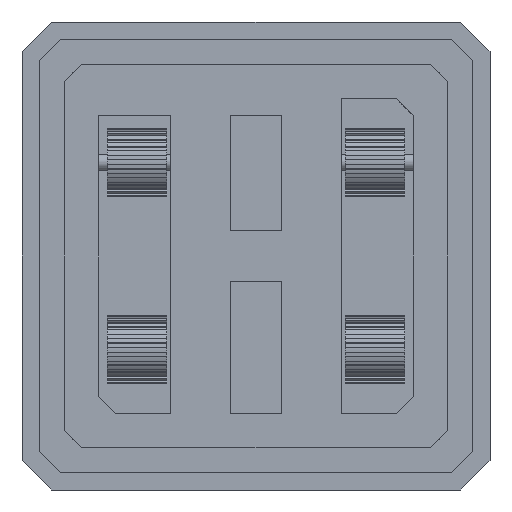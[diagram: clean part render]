
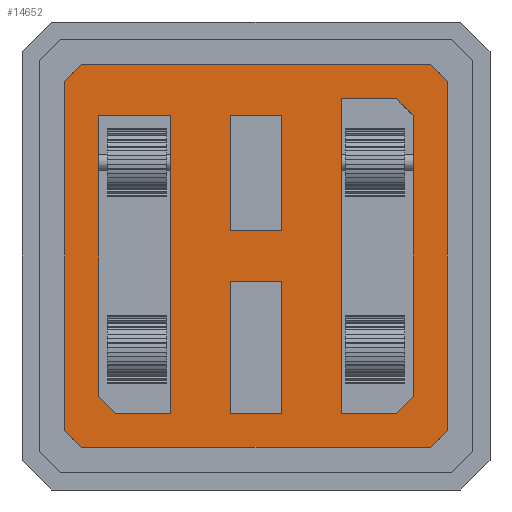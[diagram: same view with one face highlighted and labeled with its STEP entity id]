
A CAD part, front view. The second image highlights one B-rep face of the part: STEP entity #14652.
In plain terms, the highlighted planar face has unit normal (0, -1, 0).
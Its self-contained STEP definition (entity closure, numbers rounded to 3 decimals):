
#212=FACE_BOUND('',#1501,.T.);
#213=FACE_BOUND('',#1502,.T.);
#214=FACE_BOUND('',#1503,.T.);
#215=FACE_BOUND('',#1504,.T.);
#713=FACE_OUTER_BOUND('',#1500,.T.);
#1500=EDGE_LOOP('',(#10990,#10991,#10992,#10993,#10994,#10995,#10996,#10997));
#1501=EDGE_LOOP('',(#10998,#10999,#11000,#11001,#11002));
#1502=EDGE_LOOP('',(#11003,#11004,#11005,#11006));
#1503=EDGE_LOOP('',(#11007,#11008,#11009,#11010,#11011,#11012));
#1504=EDGE_LOOP('',(#11013,#11014,#11015,#11016));
#2042=LINE('',#20085,#3969);
#2048=LINE('',#20101,#3975);
#2058=LINE('',#20120,#3985);
#2064=LINE('',#20133,#3991);
#2482=LINE('',#20983,#4409);
#2499=LINE('',#21015,#4426);
#2513=LINE('',#21058,#4440);
#2515=LINE('',#21062,#4442);
#2520=LINE('',#21071,#4447);
#2521=LINE('',#21073,#4448);
#2523=LINE('',#21077,#4450);
#2686=LINE('',#21398,#4613);
#2703=LINE('',#21432,#4630);
#2705=LINE('',#21436,#4632);
#2708=LINE('',#21442,#4635);
#2711=LINE('',#21447,#4638);
#2713=LINE('',#21451,#4640);
#2714=LINE('',#21453,#4641);
#2715=LINE('',#21457,#4642);
#2719=LINE('',#21465,#4646);
#2722=LINE('',#21469,#4649);
#2723=LINE('',#21470,#4650);
#2724=LINE('',#21473,#4651);
#2727=LINE('',#21479,#4654);
#2731=LINE('',#21485,#4658);
#2733=LINE('',#21488,#4660);
#2774=LINE('',#21571,#4701);
#3969=VECTOR('',#16193,10.);
#3975=VECTOR('',#16205,10.);
#3985=VECTOR('',#16219,10.);
#3991=VECTOR('',#16229,10.);
#4409=VECTOR('',#16857,10.);
#4426=VECTOR('',#16882,10.);
#4440=VECTOR('',#16932,10.);
#4442=VECTOR('',#16936,10.);
#4447=VECTOR('',#16945,10.);
#4448=VECTOR('',#16948,10.);
#4450=VECTOR('',#16952,10.);
#4613=VECTOR('',#17293,10.);
#4630=VECTOR('',#17314,10.);
#4632=VECTOR('',#17318,10.);
#4635=VECTOR('',#17323,10.);
#4638=VECTOR('',#17328,10.);
#4640=VECTOR('',#17332,10.);
#4641=VECTOR('',#17335,10.);
#4642=VECTOR('',#17338,10.);
#4646=VECTOR('',#17344,10.);
#4649=VECTOR('',#17347,10.);
#4650=VECTOR('',#17348,10.);
#4651=VECTOR('',#17351,10.);
#4654=VECTOR('',#17356,10.);
#4658=VECTOR('',#17362,10.);
#4660=VECTOR('',#17366,10.);
#4701=VECTOR('',#17443,10.);
#5894=VERTEX_POINT('',#20082);
#5895=VERTEX_POINT('',#20084);
#5901=VERTEX_POINT('',#20098);
#5902=VERTEX_POINT('',#20100);
#5908=VERTEX_POINT('',#20117);
#5909=VERTEX_POINT('',#20119);
#5914=VERTEX_POINT('',#20131);
#6240=VERTEX_POINT('',#20980);
#6241=VERTEX_POINT('',#20982);
#6251=VERTEX_POINT('',#21012);
#6252=VERTEX_POINT('',#21014);
#6263=VERTEX_POINT('',#21057);
#6264=VERTEX_POINT('',#21061);
#6267=VERTEX_POINT('',#21075);
#6335=VERTEX_POINT('',#21395);
#6336=VERTEX_POINT('',#21397);
#6351=VERTEX_POINT('',#21431);
#6352=VERTEX_POINT('',#21435);
#6353=VERTEX_POINT('',#21439);
#6354=VERTEX_POINT('',#21441);
#6355=VERTEX_POINT('',#21445);
#6356=VERTEX_POINT('',#21449);
#6357=VERTEX_POINT('',#21455);
#6358=VERTEX_POINT('',#21456);
#6361=VERTEX_POINT('',#21464);
#6363=VERTEX_POINT('',#21472);
#6365=VERTEX_POINT('',#21478);
#7332=EDGE_CURVE('',#5895,#5894,#2042,.T.);
#7340=EDGE_CURVE('',#5901,#5902,#2048,.T.);
#7350=EDGE_CURVE('',#5909,#5908,#2058,.T.);
#7357=EDGE_CURVE('',#5908,#5914,#2064,.T.);
#7783=EDGE_CURVE('',#6240,#6241,#2482,.T.);
#7800=EDGE_CURVE('',#6252,#6251,#2499,.T.);
#7821=EDGE_CURVE('',#5902,#6263,#2513,.T.);
#7823=EDGE_CURVE('',#5909,#6264,#2515,.T.);
#7828=EDGE_CURVE('',#6240,#6252,#2520,.T.);
#7829=EDGE_CURVE('',#6264,#5914,#2521,.T.);
#7831=EDGE_CURVE('',#6267,#5894,#2523,.T.);
#7996=EDGE_CURVE('',#6335,#6336,#2686,.T.);
#8013=EDGE_CURVE('',#6351,#6336,#2703,.T.);
#8015=EDGE_CURVE('',#6351,#6352,#2705,.T.);
#8018=EDGE_CURVE('',#6353,#6354,#2708,.T.);
#8021=EDGE_CURVE('',#6353,#6355,#2711,.T.);
#8023=EDGE_CURVE('',#6356,#6355,#2713,.T.);
#8024=EDGE_CURVE('',#6356,#6352,#2714,.T.);
#8025=EDGE_CURVE('',#6357,#6358,#2715,.T.);
#8029=EDGE_CURVE('',#6263,#6361,#2719,.T.);
#8032=EDGE_CURVE('',#6358,#6267,#2722,.T.);
#8033=EDGE_CURVE('',#6241,#6251,#2723,.T.);
#8034=EDGE_CURVE('',#6361,#6363,#2724,.T.);
#8037=EDGE_CURVE('',#6363,#6365,#2727,.T.);
#8041=EDGE_CURVE('',#6365,#5901,#2731,.T.);
#8043=EDGE_CURVE('',#5895,#6357,#2733,.T.);
#8084=EDGE_CURVE('',#6335,#6354,#2774,.T.);
#10990=ORIENTED_EDGE('',*,*,#7996,.F.);
#10991=ORIENTED_EDGE('',*,*,#8084,.T.);
#10992=ORIENTED_EDGE('',*,*,#8018,.F.);
#10993=ORIENTED_EDGE('',*,*,#8021,.T.);
#10994=ORIENTED_EDGE('',*,*,#8023,.F.);
#10995=ORIENTED_EDGE('',*,*,#8024,.T.);
#10996=ORIENTED_EDGE('',*,*,#8015,.F.);
#10997=ORIENTED_EDGE('',*,*,#8013,.T.);
#10998=ORIENTED_EDGE('',*,*,#7831,.F.);
#10999=ORIENTED_EDGE('',*,*,#8032,.F.);
#11000=ORIENTED_EDGE('',*,*,#8025,.F.);
#11001=ORIENTED_EDGE('',*,*,#8043,.F.);
#11002=ORIENTED_EDGE('',*,*,#7332,.T.);
#11003=ORIENTED_EDGE('',*,*,#8033,.F.);
#11004=ORIENTED_EDGE('',*,*,#7783,.F.);
#11005=ORIENTED_EDGE('',*,*,#7828,.T.);
#11006=ORIENTED_EDGE('',*,*,#7800,.T.);
#11007=ORIENTED_EDGE('',*,*,#7821,.F.);
#11008=ORIENTED_EDGE('',*,*,#7340,.F.);
#11009=ORIENTED_EDGE('',*,*,#8041,.F.);
#11010=ORIENTED_EDGE('',*,*,#8037,.F.);
#11011=ORIENTED_EDGE('',*,*,#8034,.F.);
#11012=ORIENTED_EDGE('',*,*,#8029,.F.);
#11013=ORIENTED_EDGE('',*,*,#7357,.T.);
#11014=ORIENTED_EDGE('',*,*,#7829,.F.);
#11015=ORIENTED_EDGE('',*,*,#7823,.F.);
#11016=ORIENTED_EDGE('',*,*,#7350,.T.);
#14022=PLANE('',#15452);
#14652=ADVANCED_FACE('',(#713,#212,#213,#214,#215),#14022,.F.);
#15452=AXIS2_PLACEMENT_3D('',#21572,#17444,#17445);
#16193=DIRECTION('',(1.,0.,0.));
#16205=DIRECTION('',(-1.,0.,0.));
#16219=DIRECTION('',(1.,0.,0.));
#16229=DIRECTION('',(0.,0.,-1.));
#16857=DIRECTION('',(0.,0.,-1.));
#16882=DIRECTION('',(0.,0.,-1.));
#16932=DIRECTION('',(0.,0.,-1.));
#16936=DIRECTION('',(0.,0.,-1.));
#16945=DIRECTION('',(1.,0.,0.));
#16948=DIRECTION('',(1.,0.,0.));
#16952=DIRECTION('',(0.,0.,1.));
#17293=DIRECTION('',(0.707,0.,-0.707));
#17314=DIRECTION('',(0.,0.,1.));
#17318=DIRECTION('',(-0.707,0.,-0.707));
#17323=DIRECTION('',(0.707,0.,0.707));
#17328=DIRECTION('',(0.,0.,-1.));
#17332=DIRECTION('',(-0.707,0.,0.707));
#17335=DIRECTION('',(1.,0.,0.));
#17338=DIRECTION('',(0.707,0.,-0.707));
#17344=DIRECTION('',(1.,0.,0.));
#17347=DIRECTION('',(1.,0.,0.));
#17348=DIRECTION('',(1.,0.,0.));
#17351=DIRECTION('',(0.707,0.,0.707));
#17356=DIRECTION('',(0.,0.,1.));
#17362=DIRECTION('',(-0.707,0.,0.707));
#17366=DIRECTION('',(0.,0.,-1.));
#17443=DIRECTION('',(-1.,0.,0.));
#17444=DIRECTION('center_axis',(0.,1.,0.));
#17445=DIRECTION('ref_axis',(1.,0.,0.));
#20082=CARTESIAN_POINT('',(-20.,0.,33.));
#20084=CARTESIAN_POINT('',(-37.,0.,33.));
#20085=CARTESIAN_POINT('',(-37.,0.,33.));
#20098=CARTESIAN_POINT('',(33.,0.,37.));
#20100=CARTESIAN_POINT('',(20.,0.,37.));
#20101=CARTESIAN_POINT('',(37.,0.,37.));
#20117=CARTESIAN_POINT('',(6.,0.,33.));
#20119=CARTESIAN_POINT('',(-6.,0.,33.));
#20120=CARTESIAN_POINT('',(-37.,0.,33.));
#20131=CARTESIAN_POINT('',(6.,0.,6.018));
#20133=CARTESIAN_POINT('',(6.,0.,45.));
#20980=CARTESIAN_POINT('',(-6.,0.,-6.018));
#20982=CARTESIAN_POINT('',(-6.,0.,-37.));
#20983=CARTESIAN_POINT('',(-6.,0.,45.));
#21012=CARTESIAN_POINT('',(6.,0.,-37.));
#21014=CARTESIAN_POINT('',(6.,0.,-6.018));
#21015=CARTESIAN_POINT('',(6.,0.,45.));
#21057=CARTESIAN_POINT('',(20.,0.,-37.));
#21058=CARTESIAN_POINT('',(20.,0.,45.));
#21061=CARTESIAN_POINT('',(-6.,0.,6.018));
#21062=CARTESIAN_POINT('',(-6.,0.,45.));
#21071=CARTESIAN_POINT('',(-6.,0.,-6.018));
#21073=CARTESIAN_POINT('',(-6.,0.,6.018));
#21075=CARTESIAN_POINT('',(-20.,0.,-37.));
#21077=CARTESIAN_POINT('',(-20.,0.,-45.));
#21395=CARTESIAN_POINT('',(41.,0.,45.));
#21397=CARTESIAN_POINT('',(45.,0.,41.));
#21398=CARTESIAN_POINT('',(43.,0.,43.));
#21431=CARTESIAN_POINT('',(45.,0.,-41.));
#21432=CARTESIAN_POINT('',(45.,0.,-45.));
#21435=CARTESIAN_POINT('',(41.,0.,-45.));
#21436=CARTESIAN_POINT('',(43.,0.,-43.));
#21439=CARTESIAN_POINT('',(-45.,0.,41.));
#21441=CARTESIAN_POINT('',(-41.,0.,45.));
#21442=CARTESIAN_POINT('',(-43.,0.,43.));
#21445=CARTESIAN_POINT('',(-45.,0.,-41.));
#21447=CARTESIAN_POINT('',(-45.,0.,45.));
#21449=CARTESIAN_POINT('',(-41.,0.,-45.));
#21451=CARTESIAN_POINT('',(-43.,0.,-43.));
#21453=CARTESIAN_POINT('',(-45.,0.,-45.));
#21455=CARTESIAN_POINT('',(-37.,0.,-33.));
#21456=CARTESIAN_POINT('',(-33.,0.,-37.));
#21457=CARTESIAN_POINT('',(-35.,0.,-35.));
#21464=CARTESIAN_POINT('',(33.,0.,-37.));
#21465=CARTESIAN_POINT('',(-37.,0.,-37.));
#21469=CARTESIAN_POINT('',(-37.,0.,-37.));
#21470=CARTESIAN_POINT('',(-37.,0.,-37.));
#21472=CARTESIAN_POINT('',(37.,0.,-33.));
#21473=CARTESIAN_POINT('',(35.,0.,-35.));
#21478=CARTESIAN_POINT('',(37.,0.,33.));
#21479=CARTESIAN_POINT('',(37.,0.,-37.));
#21485=CARTESIAN_POINT('',(35.,0.,35.));
#21488=CARTESIAN_POINT('',(-37.,0.,37.));
#21571=CARTESIAN_POINT('',(45.,0.,45.));
#21572=CARTESIAN_POINT('Origin',(0.,0.,0.));
